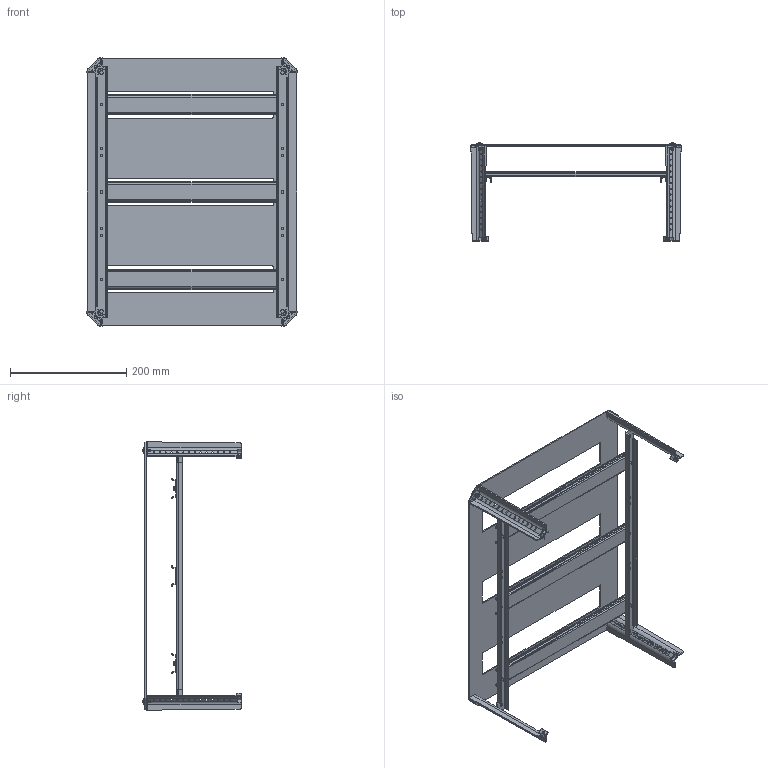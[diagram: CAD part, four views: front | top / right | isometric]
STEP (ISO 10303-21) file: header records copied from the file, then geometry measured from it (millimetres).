
FILE_DESCRIPTION (( 'STEP AP203' ), '1' );
FILE_NAME ('DRS ARCA 504021.STEP', '2022-05-30T12:52:16', ( '' ), ( '' ), 'SwSTEP 2.0', 'SolidWorks 2021', '' );
FILE_SCHEMA (( 'CONFIG_CONTROL_DESIGN' ));
Length unit declared in the file: millimetre
Products named in the file (7): M4x10 Thread forming PZ; SB ARCA 50; Cabinet DIN 35kisko 400; DRS ARCA 504021; PT5x10; CB ARCA 21; FP 5040
Assembly tree (18 placements, depth 2):
  DRS ARCA 504021
    Cabinet DIN 35kisko 400  x3
    M4x10 Thread forming PZ  x4
    CB ARCA 21  x4
    PT5x10  x4
    SB ARCA 50  x2
    FP 5040
Bounding box: 360.84 x 168.93 x 460.84 mm (x, y, z)
Volume: 442293 mm3; surface area: 470410.7 mm2
Topology: 18 solids, 18 shells, 2119 faces, 5957 edges, 3958 vertices
Faces by surface type: plane 1186, bspline 420, cone 264, cylinder 249
Entity records: 27199 total; most frequent: CARTESIAN_POINT 11484, ORIENTED_EDGE 3346, DIRECTION 2584, EDGE_CURVE 1673, VERTEX_POINT 1112, VECTOR 982, LINE 982, AXIS2_PLACEMENT_3D 801
